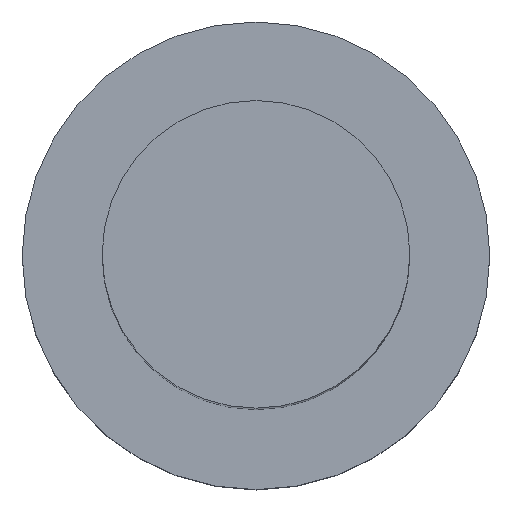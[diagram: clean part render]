
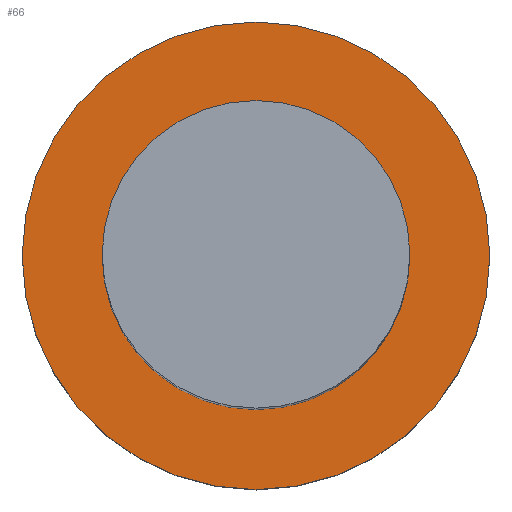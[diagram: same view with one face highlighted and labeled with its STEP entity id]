
A CAD part, top view. The second image highlights one B-rep face of the part: STEP entity #66.
In plain terms, the highlighted planar face has unit normal (0, 0, 1).
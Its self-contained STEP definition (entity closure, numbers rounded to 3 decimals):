
#66=ADVANCED_FACE('240[2]',(#148,#149),#150,.T.);
#70=EDGE_CURVE('240[2]',#155,#155,#156,.T.);
#91=EDGE_CURVE('240[2]',#186,#186,#187,.T.);
#148=FACE_OUTER_BOUND('',#248,.T.);
#149=FACE_BOUND('',#249,.T.);
#150=PLANE('',#250);
#155=VERTEX_POINT('',#257);
#156=CIRCLE('',#258,19.0);
#186=VERTEX_POINT('',#295);
#187=CIRCLE('',#296,12.5);
#248=EDGE_LOOP('',(#349));
#249=EDGE_LOOP('',(#350));
#250=AXIS2_PLACEMENT_3D('',#351,#352,#353);
#257=CARTESIAN_POINT('',(0.,19.0,36.995));
#258=AXIS2_PLACEMENT_3D('',#357,#358,#359);
#295=CARTESIAN_POINT('',(0.,12.5,36.995));
#296=AXIS2_PLACEMENT_3D('',#390,#391,#392);
#349=ORIENTED_EDGE('',*,*,#70,.F.);
#350=ORIENTED_EDGE('',*,*,#91,.T.);
#351=CARTESIAN_POINT('',(0.,15.75,36.995));
#352=DIRECTION('',(0.,0.,1.0));
#353=DIRECTION('',(1.0,0.,0.0));
#357=CARTESIAN_POINT('',(0.,0.,36.995));
#358=DIRECTION('',(0.,0.,-1.0));
#359=DIRECTION('',(0.,1.0,0.));
#390=CARTESIAN_POINT('',(0.,0.,36.995));
#391=DIRECTION('',(0.,0.,-1.0));
#392=DIRECTION('',(0.,1.0,0.));
